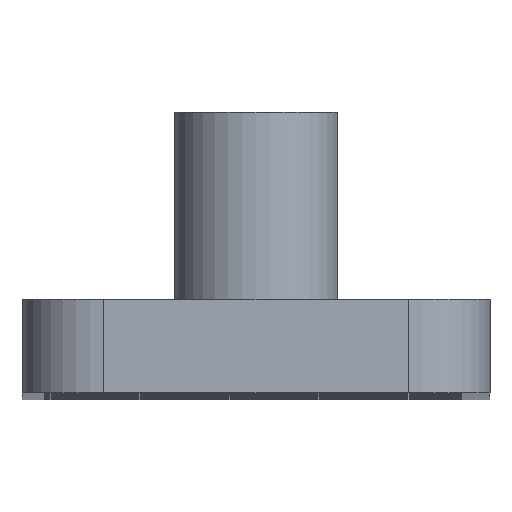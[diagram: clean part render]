
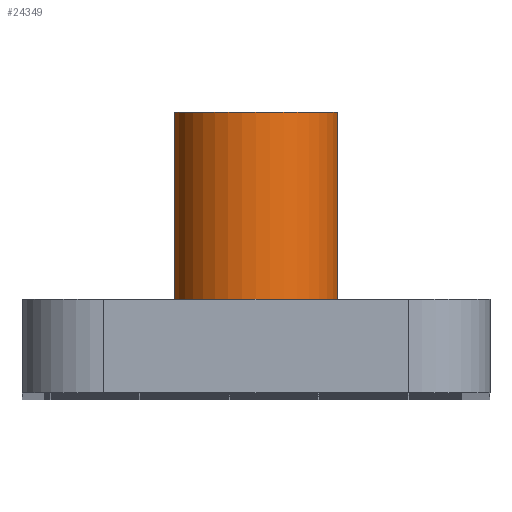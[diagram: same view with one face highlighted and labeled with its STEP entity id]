
A CAD part, top view. The second image highlights one B-rep face of the part: STEP entity #24349.
In plain terms, the highlighted cylindrical face has radius 3.5 mm (diameter 7 mm), a full revolution.
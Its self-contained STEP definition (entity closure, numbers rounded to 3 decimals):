
#2510=FACE_OUTER_BOUND('',#3765,.T.);
#3765=EDGE_LOOP('',(#21103,#21104,#21105,#21106,#21107,#21108));
#7142=LINE('',#37331,#10335);
#10335=VECTOR('',#30876,3.5);
#10356=CIRCLE('',#25455,3.5);
#10357=CIRCLE('',#25456,3.5);
#10367=CIRCLE('',#25474,3.5);
#10368=CIRCLE('',#25475,3.5);
#12502=VERTEX_POINT('',#37278);
#12503=VERTEX_POINT('',#37280);
#12518=VERTEX_POINT('',#37327);
#12519=VERTEX_POINT('',#37328);
#15715=EDGE_CURVE('',#12502,#12503,#10356,.T.);
#15716=EDGE_CURVE('',#12503,#12502,#10357,.T.);
#15739=EDGE_CURVE('',#12518,#12519,#10367,.T.);
#15740=EDGE_CURVE('',#12519,#12518,#10368,.T.);
#15741=EDGE_CURVE('',#12519,#12503,#7142,.T.);
#21103=ORIENTED_EDGE('',*,*,#15739,.F.);
#21104=ORIENTED_EDGE('',*,*,#15740,.F.);
#21105=ORIENTED_EDGE('',*,*,#15741,.T.);
#21106=ORIENTED_EDGE('',*,*,#15715,.F.);
#21107=ORIENTED_EDGE('',*,*,#15716,.F.);
#21108=ORIENTED_EDGE('',*,*,#15741,.F.);
#22202=CYLINDRICAL_SURFACE('',#25473,3.5);
#24349=ADVANCED_FACE('',(#2510),#22202,.T.);
#25455=AXIS2_PLACEMENT_3D('',#37281,#30821,#30822);
#25456=AXIS2_PLACEMENT_3D('',#37282,#30823,#30824);
#25473=AXIS2_PLACEMENT_3D('',#37326,#30870,#30871);
#25474=AXIS2_PLACEMENT_3D('',#37329,#30872,#30873);
#25475=AXIS2_PLACEMENT_3D('',#37330,#30874,#30875);
#30821=DIRECTION('center_axis',(0.,-1.,0.));
#30822=DIRECTION('ref_axis',(1.,0.,0.));
#30823=DIRECTION('center_axis',(0.,-1.,0.));
#30824=DIRECTION('ref_axis',(1.,0.,0.));
#30870=DIRECTION('center_axis',(0.,1.,0.));
#30871=DIRECTION('ref_axis',(1.,0.,0.));
#30872=DIRECTION('center_axis',(0.,1.,0.));
#30873=DIRECTION('ref_axis',(1.,0.,0.));
#30874=DIRECTION('center_axis',(0.,1.,0.));
#30875=DIRECTION('ref_axis',(1.,0.,0.));
#30876=DIRECTION('',(0.,-1.,0.));
#37278=CARTESIAN_POINT('',(0.,4.,87.));
#37280=CARTESIAN_POINT('',(-3.5,4.,83.5));
#37281=CARTESIAN_POINT('Origin',(0.,4.,83.5));
#37282=CARTESIAN_POINT('Origin',(0.,4.,83.5));
#37326=CARTESIAN_POINT('Origin',(0.,4.,83.5));
#37327=CARTESIAN_POINT('',(3.5,12.,83.5));
#37328=CARTESIAN_POINT('',(-3.5,12.,83.5));
#37329=CARTESIAN_POINT('Origin',(0.,12.,83.5));
#37330=CARTESIAN_POINT('Origin',(0.,12.,83.5));
#37331=CARTESIAN_POINT('',(-3.5,4.,83.5));
